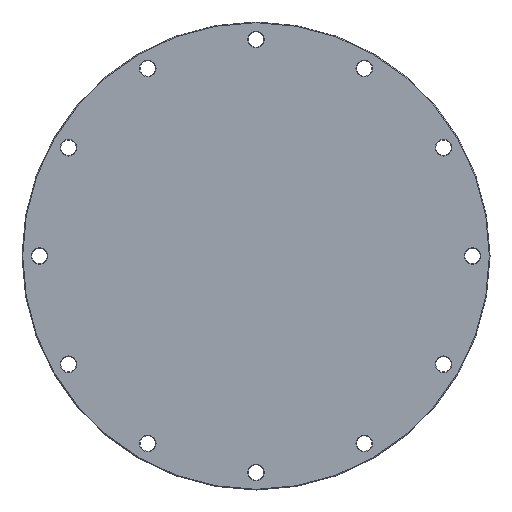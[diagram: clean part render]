
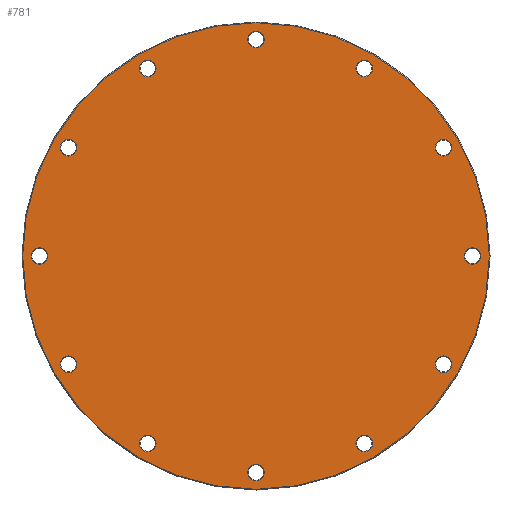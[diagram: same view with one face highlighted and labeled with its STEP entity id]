
A CAD part, left-side view. The second image highlights one B-rep face of the part: STEP entity #781.
In plain terms, the highlighted planar face has unit normal (-1, 0, 0).
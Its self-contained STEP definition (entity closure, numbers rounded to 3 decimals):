
#28=FACE_BOUND('',#123,.T.);
#29=FACE_BOUND('',#124,.T.);
#30=FACE_BOUND('',#125,.T.);
#31=FACE_BOUND('',#126,.T.);
#32=FACE_BOUND('',#127,.T.);
#33=FACE_BOUND('',#128,.T.);
#34=FACE_BOUND('',#129,.T.);
#35=FACE_BOUND('',#130,.T.);
#36=FACE_BOUND('',#131,.T.);
#37=FACE_BOUND('',#132,.T.);
#38=FACE_BOUND('',#133,.T.);
#39=FACE_BOUND('',#134,.T.);
#42=PLANE('',#865);
#64=FACE_OUTER_BOUND('',#122,.T.);
#122=EDGE_LOOP('',(#550));
#123=EDGE_LOOP('',(#551));
#124=EDGE_LOOP('',(#552));
#125=EDGE_LOOP('',(#553));
#126=EDGE_LOOP('',(#554));
#127=EDGE_LOOP('',(#555));
#128=EDGE_LOOP('',(#556));
#129=EDGE_LOOP('',(#557));
#130=EDGE_LOOP('',(#558));
#131=EDGE_LOOP('',(#559));
#132=EDGE_LOOP('',(#560));
#133=EDGE_LOOP('',(#561));
#134=EDGE_LOOP('',(#562));
#276=CIRCLE('',#864,6.);
#277=CIRCLE('',#866,167.);
#278=CIRCLE('',#867,6.);
#279=CIRCLE('',#868,6.);
#280=CIRCLE('',#869,6.);
#281=CIRCLE('',#870,6.);
#282=CIRCLE('',#871,6.);
#283=CIRCLE('',#872,6.);
#284=CIRCLE('',#873,6.);
#285=CIRCLE('',#874,6.);
#286=CIRCLE('',#875,6.);
#287=CIRCLE('',#876,6.);
#288=CIRCLE('',#877,6.);
#350=VERTEX_POINT('',#1285);
#351=VERTEX_POINT('',#1289);
#352=VERTEX_POINT('',#1291);
#353=VERTEX_POINT('',#1293);
#354=VERTEX_POINT('',#1295);
#355=VERTEX_POINT('',#1297);
#356=VERTEX_POINT('',#1299);
#357=VERTEX_POINT('',#1301);
#358=VERTEX_POINT('',#1303);
#359=VERTEX_POINT('',#1305);
#360=VERTEX_POINT('',#1307);
#361=VERTEX_POINT('',#1309);
#362=VERTEX_POINT('',#1311);
#426=EDGE_CURVE('',#350,#350,#276,.T.);
#428=EDGE_CURVE('',#351,#351,#277,.T.);
#429=EDGE_CURVE('',#352,#352,#278,.T.);
#430=EDGE_CURVE('',#353,#353,#279,.T.);
#431=EDGE_CURVE('',#354,#354,#280,.T.);
#432=EDGE_CURVE('',#355,#355,#281,.T.);
#433=EDGE_CURVE('',#356,#356,#282,.T.);
#434=EDGE_CURVE('',#357,#357,#283,.T.);
#435=EDGE_CURVE('',#358,#358,#284,.T.);
#436=EDGE_CURVE('',#359,#359,#285,.T.);
#437=EDGE_CURVE('',#360,#360,#286,.T.);
#438=EDGE_CURVE('',#361,#361,#287,.T.);
#439=EDGE_CURVE('',#362,#362,#288,.T.);
#550=ORIENTED_EDGE('',*,*,#428,.F.);
#551=ORIENTED_EDGE('',*,*,#429,.F.);
#552=ORIENTED_EDGE('',*,*,#430,.F.);
#553=ORIENTED_EDGE('',*,*,#431,.F.);
#554=ORIENTED_EDGE('',*,*,#432,.F.);
#555=ORIENTED_EDGE('',*,*,#433,.F.);
#556=ORIENTED_EDGE('',*,*,#434,.F.);
#557=ORIENTED_EDGE('',*,*,#435,.F.);
#558=ORIENTED_EDGE('',*,*,#436,.F.);
#559=ORIENTED_EDGE('',*,*,#437,.F.);
#560=ORIENTED_EDGE('',*,*,#438,.F.);
#561=ORIENTED_EDGE('',*,*,#439,.F.);
#562=ORIENTED_EDGE('',*,*,#426,.F.);
#781=ADVANCED_FACE('',(#64,#28,#29,#30,#31,#32,#33,#34,#35,#36,#37,#38,
#39),#42,.T.);
#864=AXIS2_PLACEMENT_3D('',#1286,#1009,#1010);
#865=AXIS2_PLACEMENT_3D('',#1288,#1012,#1013);
#866=AXIS2_PLACEMENT_3D('',#1290,#1014,#1015);
#867=AXIS2_PLACEMENT_3D('',#1292,#1016,#1017);
#868=AXIS2_PLACEMENT_3D('',#1294,#1018,#1019);
#869=AXIS2_PLACEMENT_3D('',#1296,#1020,#1021);
#870=AXIS2_PLACEMENT_3D('',#1298,#1022,#1023);
#871=AXIS2_PLACEMENT_3D('',#1300,#1024,#1025);
#872=AXIS2_PLACEMENT_3D('',#1302,#1026,#1027);
#873=AXIS2_PLACEMENT_3D('',#1304,#1028,#1029);
#874=AXIS2_PLACEMENT_3D('',#1306,#1030,#1031);
#875=AXIS2_PLACEMENT_3D('',#1308,#1032,#1033);
#876=AXIS2_PLACEMENT_3D('',#1310,#1034,#1035);
#877=AXIS2_PLACEMENT_3D('',#1312,#1036,#1037);
#1009=DIRECTION('center_axis',(-1.,0.,0.));
#1010=DIRECTION('ref_axis',(0.,0.5,-0.866));
#1012=DIRECTION('center_axis',(-1.,0.,0.));
#1013=DIRECTION('ref_axis',(0.,0.,1.));
#1014=DIRECTION('center_axis',(1.,0.,0.));
#1015=DIRECTION('ref_axis',(0.,0.,-1.));
#1016=DIRECTION('center_axis',(-1.,0.,0.));
#1017=DIRECTION('ref_axis',(0.,0.866,-0.5));
#1018=DIRECTION('center_axis',(-1.,0.,0.));
#1019=DIRECTION('ref_axis',(0.,0.866,0.5));
#1020=DIRECTION('center_axis',(-1.,0.,0.));
#1021=DIRECTION('ref_axis',(0.,0.,1.));
#1022=DIRECTION('center_axis',(-1.,0.,0.));
#1023=DIRECTION('ref_axis',(0.,-0.866,0.5));
#1024=DIRECTION('center_axis',(-1.,0.,0.));
#1025=DIRECTION('ref_axis',(0.,-0.866,-0.5));
#1026=DIRECTION('center_axis',(-1.,0.,0.));
#1027=DIRECTION('ref_axis',(0.,0.,-1.));
#1028=DIRECTION('center_axis',(-1.,0.,0.));
#1029=DIRECTION('ref_axis',(0.,-0.5,-0.866));
#1030=DIRECTION('center_axis',(-1.,0.,0.));
#1031=DIRECTION('ref_axis',(0.,-1.,0.));
#1032=DIRECTION('center_axis',(-1.,0.,0.));
#1033=DIRECTION('ref_axis',(0.,-0.5,0.866));
#1034=DIRECTION('center_axis',(-1.,0.,0.));
#1035=DIRECTION('ref_axis',(0.,0.5,0.866));
#1036=DIRECTION('center_axis',(-1.,0.,0.));
#1037=DIRECTION('ref_axis',(0.,1.,0.));
#1285=CARTESIAN_POINT('',(0.,131.234,82.696));
#1286=CARTESIAN_POINT('Origin',(0.,134.234,77.5));
#1288=CARTESIAN_POINT('Origin',(0.,0.,0.));
#1289=CARTESIAN_POINT('',(0.,0.,167.));
#1290=CARTESIAN_POINT('Origin',(0.,0.,0.));
#1291=CARTESIAN_POINT('',(0.,72.304,137.234));
#1292=CARTESIAN_POINT('Origin',(0.,77.5,134.234));
#1293=CARTESIAN_POINT('',(0.,-82.696,131.234));
#1294=CARTESIAN_POINT('Origin',(0.,-77.5,134.234));
#1295=CARTESIAN_POINT('',(0.,-155.,-6.));
#1296=CARTESIAN_POINT('Origin',(0.,-155.,0.));
#1297=CARTESIAN_POINT('',(0.,-72.304,-137.234));
#1298=CARTESIAN_POINT('Origin',(0.,-77.5,-134.234));
#1299=CARTESIAN_POINT('',(0.,82.696,-131.234));
#1300=CARTESIAN_POINT('Origin',(0.,77.5,-134.234));
#1301=CARTESIAN_POINT('',(0.,155.,6.));
#1302=CARTESIAN_POINT('Origin',(0.,155.,0.));
#1303=CARTESIAN_POINT('',(0.,137.234,-72.304));
#1304=CARTESIAN_POINT('Origin',(0.,134.234,-77.5));
#1305=CARTESIAN_POINT('',(0.,6.,-155.));
#1306=CARTESIAN_POINT('Origin',(0.,0.,-155.));
#1307=CARTESIAN_POINT('',(0.,-131.234,-82.696));
#1308=CARTESIAN_POINT('Origin',(0.,-134.234,-77.5));
#1309=CARTESIAN_POINT('',(0.,-137.234,72.304));
#1310=CARTESIAN_POINT('Origin',(0.,-134.234,77.5));
#1311=CARTESIAN_POINT('',(0.,-6.,155.));
#1312=CARTESIAN_POINT('Origin',(0.,0.,155.));
